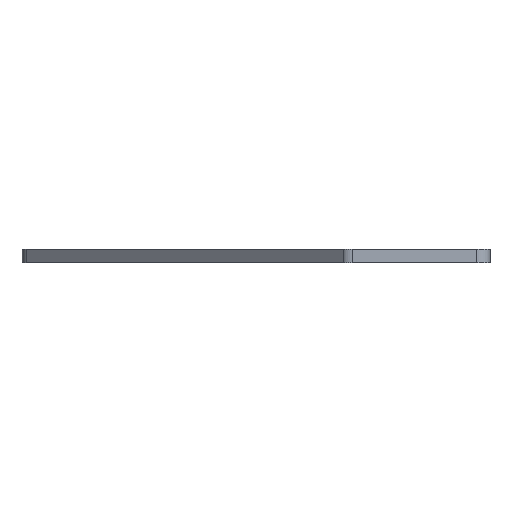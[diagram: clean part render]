
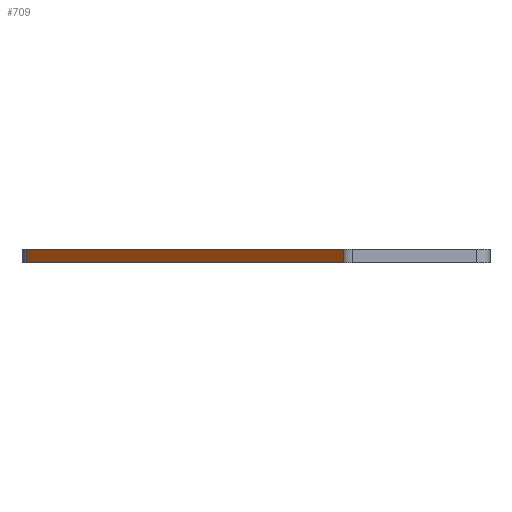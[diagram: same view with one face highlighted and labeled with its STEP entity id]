
A CAD part, left-side view. The second image highlights one B-rep face of the part: STEP entity #709.
In plain terms, the highlighted planar face has unit normal (-0.724, 0.69, 0).
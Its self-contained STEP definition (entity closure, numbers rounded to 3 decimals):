
#12 = CARTESIAN_POINT ( 'NONE',  ( -72.31, 29.924, 2.5 ) ) ;
#128 = ORIENTED_EDGE ( 'NONE', *, *, #525, .F. ) ;
#164 = FACE_OUTER_BOUND ( 'NONE', #458, .T. ) ;
#214 = EDGE_CURVE ( 'NONE', #366, #322, #655, .T. ) ;
#217 = DIRECTION ( 'NONE',  ( -0.69, -0.724, 0. ) ) ;
#222 = LINE ( 'NONE', #710, #853 ) ;
#232 = DIRECTION ( 'NONE',  ( -0.724, 0.69, 0. ) ) ;
#253 = DIRECTION ( 'NONE',  ( 0., 0., 1. ) ) ;
#256 = CARTESIAN_POINT ( 'NONE',  ( -14.882, 90.224, 0. ) ) ;
#322 = VERTEX_POINT ( 'NONE', #256 ) ;
#346 = VECTOR ( 'NONE', #652, 1000. ) ;
#366 = VERTEX_POINT ( 'NONE', #928 ) ;
#449 = EDGE_CURVE ( 'NONE', #322, #452, #528, .T. ) ;
#452 = VERTEX_POINT ( 'NONE', #851 ) ;
#458 = EDGE_LOOP ( 'NONE', ( #994, #637, #128, #659 ) ) ;
#503 = DIRECTION ( 'NONE',  ( -0.69, -0.724, 0. ) ) ;
#517 = CARTESIAN_POINT ( 'NONE',  ( -14.143, 91., 0. ) ) ;
#525 = EDGE_CURVE ( 'NONE', #366, #796, #222, .T. ) ;
#528 = LINE ( 'NONE', #517, #583 ) ;
#577 = LINE ( 'NONE', #898, #758 ) ;
#583 = VECTOR ( 'NONE', #779, 1000. ) ;
#637 = ORIENTED_EDGE ( 'NONE', *, *, #707, .T. ) ;
#652 = DIRECTION ( 'NONE',  ( 0., 0., -1. ) ) ;
#655 = LINE ( 'NONE', #979, #346 ) ;
#659 = ORIENTED_EDGE ( 'NONE', *, *, #214, .T. ) ;
#707 = EDGE_CURVE ( 'NONE', #452, #796, #577, .T. ) ;
#709 = ADVANCED_FACE ( 'NONE', ( #164 ), #910, .T. ) ;
#710 = CARTESIAN_POINT ( 'NONE',  ( -14.143, 91., 2.5 ) ) ;
#712 = AXIS2_PLACEMENT_3D ( 'NONE', #725, #232, #503 ) ;
#725 = CARTESIAN_POINT ( 'NONE',  ( -14.143, 91., 0. ) ) ;
#758 = VECTOR ( 'NONE', #253, 1000. ) ;
#779 = DIRECTION ( 'NONE',  ( -0.69, -0.724, 0. ) ) ;
#796 = VERTEX_POINT ( 'NONE', #12 ) ;
#851 = CARTESIAN_POINT ( 'NONE',  ( -72.31, 29.924, 0. ) ) ;
#853 = VECTOR ( 'NONE', #217, 1000. ) ;
#898 = CARTESIAN_POINT ( 'NONE',  ( -72.31, 29.924, 0. ) ) ;
#910 = PLANE ( 'NONE',  #712 ) ;
#928 = CARTESIAN_POINT ( 'NONE',  ( -14.882, 90.224, 2.5 ) ) ;
#979 = CARTESIAN_POINT ( 'NONE',  ( -14.882, 90.224, 0. ) ) ;
#994 = ORIENTED_EDGE ( 'NONE', *, *, #449, .T. ) ;
